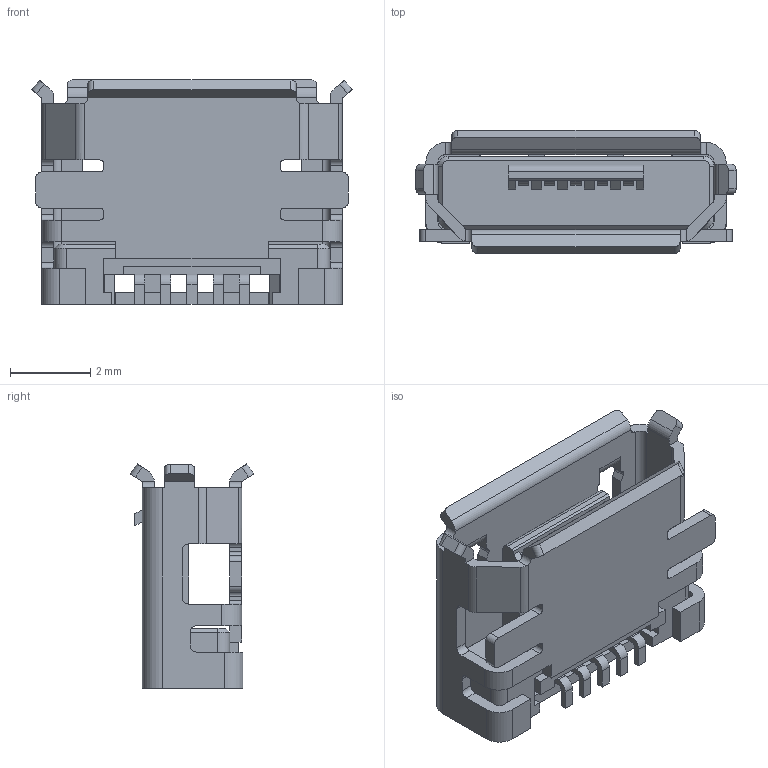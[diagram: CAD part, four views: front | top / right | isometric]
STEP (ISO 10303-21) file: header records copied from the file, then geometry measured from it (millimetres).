
FILE_DESCRIPTION(('STEP AP242'),'1');
FILE_NAME('1981568-1.stp','2020-11-10T21:20:01',('TraceParts'),('TraceParts S.A.'),'Spatial InterOp 3D',' ',' ');
FILE_SCHEMA(('AP242_MANAGED_MODEL_BASED_3D_ENGINEERING_MIM_LF {1 0 10303 442 1 1 4}'));
Length unit declared in the file: millimetre
Products named in the file (1): 1981568-1
Bounding box: 8 x 3.08 x 5.6 mm (x, y, z)
Volume: 42.3 mm3; surface area: 274.2 mm2
Topology: 1 solids, 1 shells, 382 faces, 1125 edges, 730 vertices
Faces by surface type: plane 273, cylinder 105, cone 4
Entity records: 14374 total; most frequent: CARTESIAN_POINT 4012, ORIENTED_EDGE 2242, DIRECTION 2093, EDGE_CURVE 1121, LINE 903, VECTOR 903, VERTEX_POINT 730, AXIS2_PLACEMENT_3D 595
